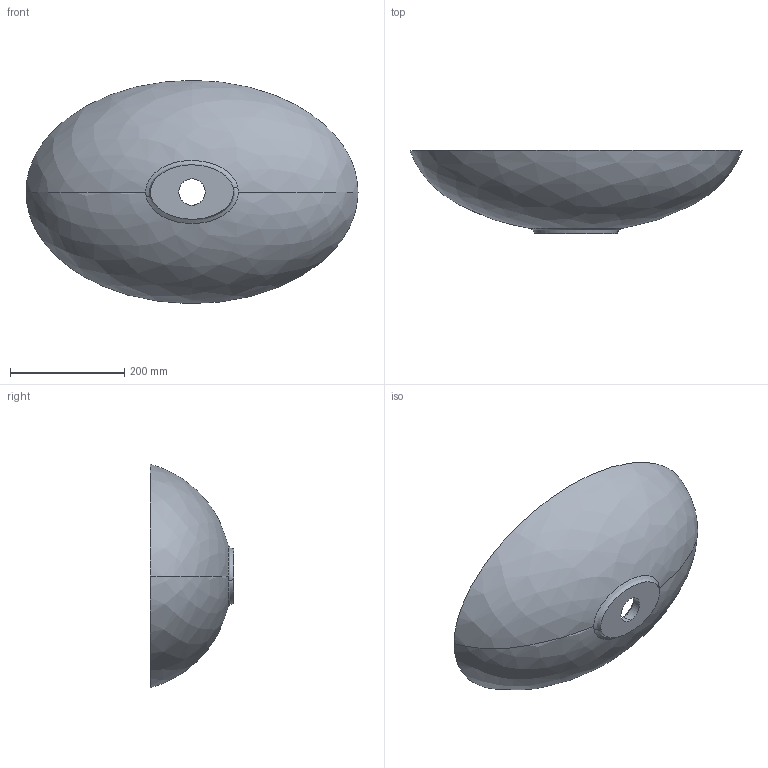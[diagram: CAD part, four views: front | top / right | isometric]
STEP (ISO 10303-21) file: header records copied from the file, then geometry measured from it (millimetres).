
FILE_DESCRIPTION (( 'STEP AP214' ), '1' );
FILE_NAME ('D883.STEP', '2018-04-12T14:18:41', ( '' ), ( '' ), 'SwSTEP 2.0', 'SolidWorks 2017', '' );
FILE_SCHEMA (( 'AUTOMOTIVE_DESIGN' ));
Length unit declared in the file: millimetre
Products named in the file (1): D883
Bounding box: 580 x 145 x 389.95 mm (x, y, z)
Volume: 4630531.3 mm3; surface area: 492793.6 mm2
Topology: 1 solids, 1 shells, 12 faces, 29 edges, 19 vertices
Faces by surface type: bspline 8, cylinder 2, plane 2
Entity records: 3787 total; most frequent: CARTESIAN_POINT 3533, ORIENTED_EDGE 58, EDGE_CURVE 29, B_SPLINE_CURVE_WITH_KNOTS 23, DIRECTION 20, VERTEX_POINT 19, EDGE_LOOP 14, FACE_OUTER_BOUND 12
